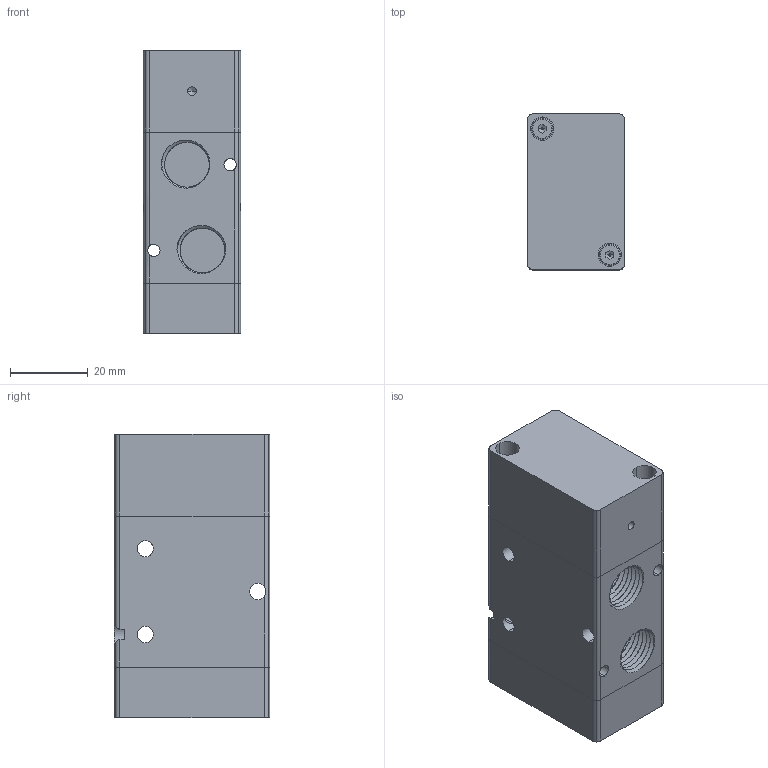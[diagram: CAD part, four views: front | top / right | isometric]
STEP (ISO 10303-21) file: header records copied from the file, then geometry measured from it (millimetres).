
FILE_DESCRIPTION((''),'2;1');
FILE_NAME('01_022_4.stp','2003-01-01T19:29:26',('Branislav Petkovic'),('AZ Pneumatica'),'AutoCAD STEP 2000i','AutoCAD 2000i','Via J. F. Kennedy, 26, 20020 Misinto (MI), ITALY');
FILE_SCHEMA(('CONFIG_CONTROL_DESIGN'));
Length unit declared in the file: millimetre
Products named in the file (7): 01_022_4; 322 TELO; PART1; X22 OPRUGA; PART2; X22 PNEUMATIKA; PART2A
Assembly tree (6 placements, depth 3):
  01_022_4
    322 TELO
      PART1
    X22 OPRUGA
      PART2
    X22 PNEUMATIKA
      PART2A
Bounding box: 25 x 40 x 72.8 mm (x, y, z)
Surface area: 19926 mm2 (no closed solid volume)
Topology: 0 solids, 3 shells, 294 faces, 828 edges, 551 vertices
Faces by surface type: cylinder 204, plane 64, bspline 16, cone 10
Entity records: 21228 total; most frequent: CARTESIAN_POINT 13986, ORIENTED_EDGE 1652, DIRECTION 1252, EDGE_CURVE 826, VERTEX_POINT 551, AXIS2_PLACEMENT_3D 474, EDGE_LOOP 321, VECTOR 304
